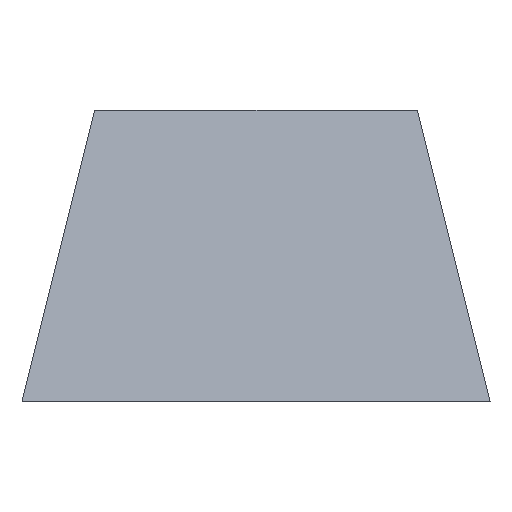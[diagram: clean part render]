
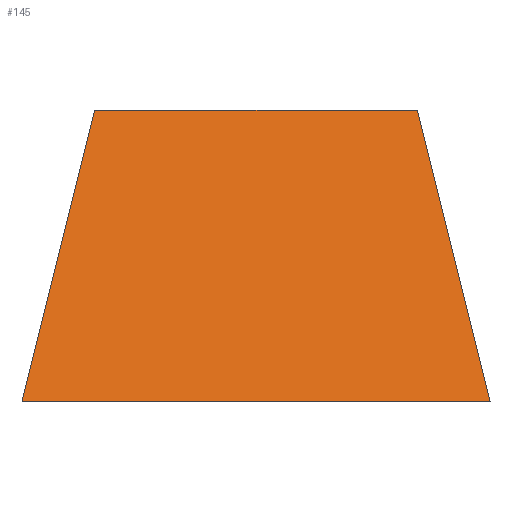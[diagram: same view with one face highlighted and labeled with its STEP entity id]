
A CAD part, left-side view. The second image highlights one B-rep face of the part: STEP entity #145.
In plain terms, the highlighted planar face has unit normal (-0.97, 0, 0.241).
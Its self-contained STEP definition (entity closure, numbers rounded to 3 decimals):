
#32=CARTESIAN_POINT('',(451.9,-24.988,11.4));
#33=VERTEX_POINT('',#32);
#50=CARTESIAN_POINT('',(451.9,-12.363,11.4));
#51=VERTEX_POINT('',#50);
#58=CARTESIAN_POINT('',(451.9,-12.363,11.4));
#59=DIRECTION('',(-0.,-1.,-0.));
#60=VECTOR('',#59,12.625);
#61=LINE('',#58,#60);
#62=EDGE_CURVE('',#51,#33,#61,.T.);
#105=CARTESIAN_POINT('',(449.062,-9.525,0.));
#106=VERTEX_POINT('',#105);
#113=CARTESIAN_POINT('',(449.062,-9.525,0.));
#114=DIRECTION('',(0.235,-0.235,0.943));
#115=VECTOR('',#114,12.086);
#116=LINE('',#113,#115);
#117=EDGE_CURVE('',#106,#51,#116,.T.);
#122=CARTESIAN_POINT('',(449.596,-18.675,2.145));
#123=DIRECTION('',(-0.97,0.,0.242));
#124=DIRECTION('',(0.242,0.,0.97));
#125=AXIS2_PLACEMENT_3D('',#122,#123,#124);
#126=PLANE('',#125);
#127=ORIENTED_EDGE('',*,*,#62,.F.);
#128=ORIENTED_EDGE('',*,*,#117,.F.);
#129=CARTESIAN_POINT('',(449.062,-27.825,0.));
#130=VERTEX_POINT('',#129);
#131=CARTESIAN_POINT('',(449.062,-9.525,0.));
#132=DIRECTION('',(-0.,-1.,-0.));
#133=VECTOR('',#132,18.3);
#134=LINE('',#131,#133);
#135=EDGE_CURVE('',#106,#130,#134,.T.);
#136=ORIENTED_EDGE('',*,*,#135,.T.);
#137=CARTESIAN_POINT('',(449.062,-27.825,0.));
#138=DIRECTION('',(0.235,0.235,0.943));
#139=VECTOR('',#138,12.086);
#140=LINE('',#137,#139);
#141=EDGE_CURVE('',#130,#33,#140,.T.);
#142=ORIENTED_EDGE('',*,*,#141,.T.);
#143=EDGE_LOOP('',(#127,#128,#136,#142));
#144=FACE_BOUND('',#143,.T.);
#145=ADVANCED_FACE('',(#144),#126,.T.);
